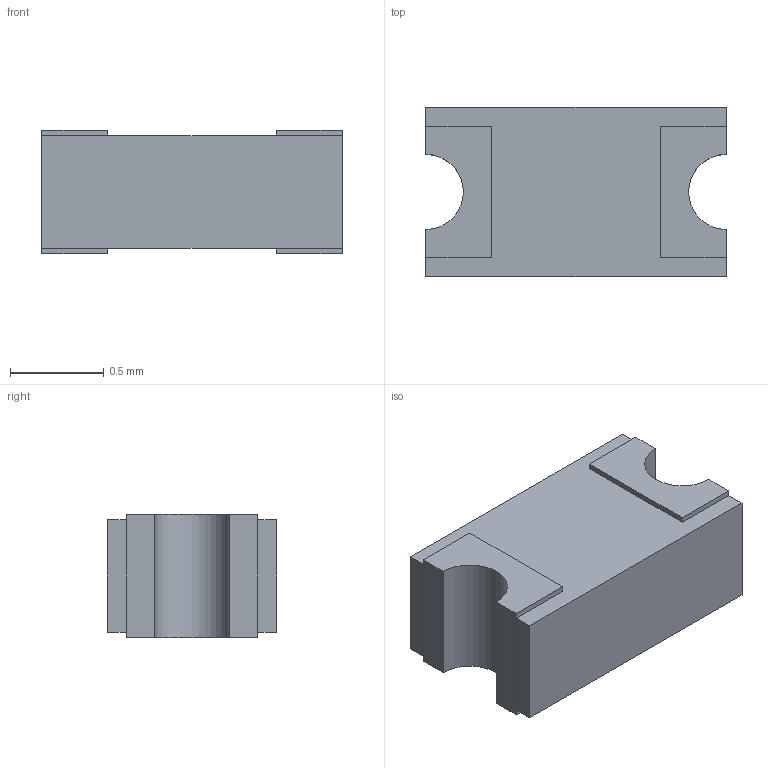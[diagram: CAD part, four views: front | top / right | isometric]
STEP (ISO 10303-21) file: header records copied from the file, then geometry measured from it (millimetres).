
FILE_DESCRIPTION(/* description */ ('Unknown'),/* implementation_level */ '2;1');
FILE_NAME(/* name */ 'CD0603-B0240R',/* time_stamp */ '2023-02-15T11:12:33+02:00',/* author */ ('Unknown'),/* organization */ ('Unknown'),/* preprocessor_version */ 'ST-DEVELOPER v18.1',/* originating_system */ 'Solid Edge',/* authorisation */ 'Unknown');
FILE_SCHEMA (('AUTOMOTIVE_DESIGN {1 0 10303 214 3 1 1}'));
Length unit declared in the file: millimetre
Products named in the file (1): CD0603-B0240R
Bounding box: 1.6 x 0.9 x 0.66 mm (x, y, z)
Volume: 0.8 mm3; surface area: 6.2 mm2
Topology: 1 solids, 1 shells, 30 faces, 76 edges, 48 vertices
Faces by surface type: plane 28, cylinder 2
Entity records: 1114 total; most frequent: CARTESIAN_POINT 155, ORIENTED_EDGE 152, DIRECTION 142, EDGE_CURVE 76, LINE 72, VECTOR 72, VERTEX_POINT 48, AXIS2_PLACEMENT_3D 35
